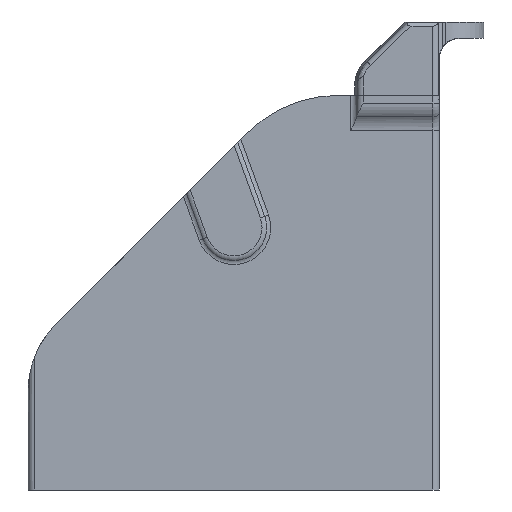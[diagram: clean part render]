
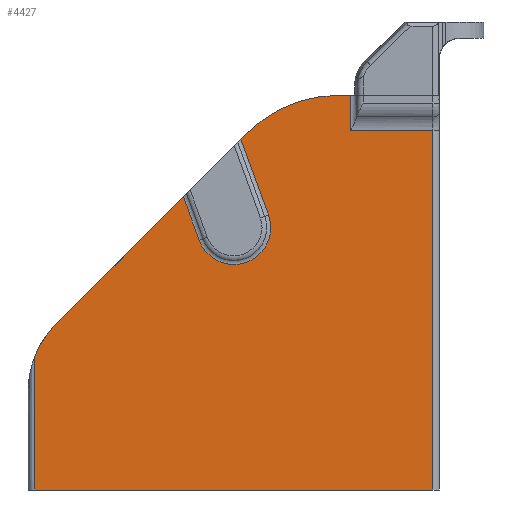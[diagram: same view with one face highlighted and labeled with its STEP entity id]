
A CAD part, front view. The second image highlights one B-rep face of the part: STEP entity #4427.
In plain terms, the highlighted planar face has unit normal (0, -1, 0).
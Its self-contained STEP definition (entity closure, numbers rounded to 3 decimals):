
#245=PLANE('',#4811);
#398=FACE_OUTER_BOUND('',#652,.T.);
#652=EDGE_LOOP('',(#3316,#3317,#3318,#3319,#3320,#3321,#3322,#3323,#3324,
#3325,#3326,#3327,#3328));
#931=LINE('',#6921,#1302);
#964=LINE('',#7068,#1335);
#967=LINE('',#7086,#1338);
#971=LINE('',#7104,#1342);
#972=LINE('',#7105,#1343);
#973=LINE('',#7109,#1344);
#974=LINE('',#7111,#1345);
#975=LINE('',#7115,#1346);
#976=LINE('',#7116,#1347);
#977=LINE('',#7117,#1348);
#1302=VECTOR('',#5471,10.);
#1335=VECTOR('',#5576,10.);
#1338=VECTOR('',#5599,10.);
#1342=VECTOR('',#5609,10.);
#1343=VECTOR('',#5610,10.);
#1344=VECTOR('',#5613,10.);
#1345=VECTOR('',#5614,4.);
#1346=VECTOR('',#5617,4.);
#1347=VECTOR('',#5618,10.);
#1348=VECTOR('',#5619,10.);
#1653=CIRCLE('',#4810,57.);
#1654=CIRCLE('',#4812,80.);
#1655=CIRCLE('',#4813,22.409);
#1879=VERTEX_POINT('',#6918);
#1880=VERTEX_POINT('',#6920);
#1919=VERTEX_POINT('',#7061);
#1922=VERTEX_POINT('',#7066);
#1926=VERTEX_POINT('',#7083);
#1927=VERTEX_POINT('',#7085);
#1929=VERTEX_POINT('',#7098);
#1930=VERTEX_POINT('',#7103);
#1931=VERTEX_POINT('',#7106);
#1932=VERTEX_POINT('',#7108);
#1933=VERTEX_POINT('',#7110);
#1934=VERTEX_POINT('',#7112);
#1935=VERTEX_POINT('',#7114);
#2373=EDGE_CURVE('',#1880,#1879,#931,.T.);
#2433=EDGE_CURVE('',#1922,#1919,#964,.T.);
#2442=EDGE_CURVE('',#1926,#1927,#967,.T.);
#2445=EDGE_CURVE('',#1927,#1929,#1653,.T.);
#2448=EDGE_CURVE('',#1930,#1922,#971,.T.);
#2449=EDGE_CURVE('',#1880,#1930,#972,.T.);
#2450=EDGE_CURVE('',#1931,#1879,#1654,.T.);
#2451=EDGE_CURVE('',#1931,#1932,#973,.T.);
#2452=EDGE_CURVE('',#1933,#1932,#974,.T.);
#2453=EDGE_CURVE('',#1934,#1933,#1655,.T.);
#2454=EDGE_CURVE('',#1935,#1934,#975,.T.);
#2455=EDGE_CURVE('',#1935,#1929,#976,.T.);
#2456=EDGE_CURVE('',#1926,#1919,#977,.T.);
#3316=ORIENTED_EDGE('',*,*,#2433,.F.);
#3317=ORIENTED_EDGE('',*,*,#2448,.F.);
#3318=ORIENTED_EDGE('',*,*,#2449,.F.);
#3319=ORIENTED_EDGE('',*,*,#2373,.T.);
#3320=ORIENTED_EDGE('',*,*,#2450,.F.);
#3321=ORIENTED_EDGE('',*,*,#2451,.T.);
#3322=ORIENTED_EDGE('',*,*,#2452,.F.);
#3323=ORIENTED_EDGE('',*,*,#2453,.F.);
#3324=ORIENTED_EDGE('',*,*,#2454,.F.);
#3325=ORIENTED_EDGE('',*,*,#2455,.T.);
#3326=ORIENTED_EDGE('',*,*,#2445,.F.);
#3327=ORIENTED_EDGE('',*,*,#2442,.F.);
#3328=ORIENTED_EDGE('',*,*,#2456,.T.);
#4427=ADVANCED_FACE('',(#398),#245,.F.);
#4810=AXIS2_PLACEMENT_3D('',#7099,#5603,#5604);
#4811=AXIS2_PLACEMENT_3D('',#7102,#5607,#5608);
#4812=AXIS2_PLACEMENT_3D('',#7107,#5611,#5612);
#4813=AXIS2_PLACEMENT_3D('',#7113,#5615,#5616);
#5471=DIRECTION('',(-1.,0.,0.));
#5576=DIRECTION('',(0.,0.,-1.));
#5599=DIRECTION('',(0.,0.,1.));
#5603=DIRECTION('center_axis',(0.,1.,0.));
#5604=DIRECTION('ref_axis',(-0.924,0.,0.383));
#5607=DIRECTION('center_axis',(0.,1.,0.));
#5608=DIRECTION('ref_axis',(1.,0.,0.));
#5609=DIRECTION('',(1.,0.,0.));
#5610=DIRECTION('',(0.,0.,-1.));
#5611=DIRECTION('center_axis',(0.,1.,0.));
#5612=DIRECTION('ref_axis',(-0.383,0.,0.924));
#5613=DIRECTION('',(-0.707,0.,-0.707));
#5614=DIRECTION('',(-0.342,0.,0.94));
#5615=DIRECTION('center_axis',(0.,-1.,0.));
#5616=DIRECTION('ref_axis',(-0.94,0.,-0.342));
#5617=DIRECTION('',(0.342,0.,-0.94));
#5618=DIRECTION('',(-0.707,0.,-0.707));
#5619=DIRECTION('',(1.,0.,0.));
#6918=CARTESIAN_POINT('',(64.137,-10.,80.5));
#6920=CARTESIAN_POINT('',(71.,-10.,80.5));
#6921=CARTESIAN_POINT('',(125.,-10.,80.5));
#7061=CARTESIAN_POINT('',(121.,-10.,-159.5));
#7066=CARTESIAN_POINT('',(121.,-10.,59.115));
#7068=CARTESIAN_POINT('',(121.,-10.,-99.5));
#7083=CARTESIAN_POINT('',(-121.,-10.,-159.5));
#7085=CARTESIAN_POINT('',(-121.,-10.,-78.134));
#7086=CARTESIAN_POINT('',(-121.,-10.,-57.5));
#7098=CARTESIAN_POINT('',(-108.305,-10.,-58.805));
#7099=CARTESIAN_POINT('Origin',(-68.,-10.,-99.11));
#7102=CARTESIAN_POINT('Origin',(0.,-10.,-39.5));
#7103=CARTESIAN_POINT('',(71.,-10.,59.115));
#7104=CARTESIAN_POINT('',(18.75,-10.,59.115));
#7105=CARTESIAN_POINT('',(71.,-10.,20.5));
#7106=CARTESIAN_POINT('',(7.569,-10.,57.069));
#7107=CARTESIAN_POINT('Origin',(64.137,-10.,0.5));
#7108=CARTESIAN_POINT('',(4.275,-10.,53.775));
#7109=CARTESIAN_POINT('',(-125.,-10.,-75.5));
#7110=CARTESIAN_POINT('',(21.058,-10.,7.664));
#7111=CARTESIAN_POINT('',(21.382,-10.,6.773));
#7112=CARTESIAN_POINT('',(-21.058,-10.,-7.664));
#7113=CARTESIAN_POINT('Origin',(0.,-10.,0.));
#7114=CARTESIAN_POINT('',(-30.693,-10.,18.807));
#7115=CARTESIAN_POINT('',(-23.286,-10.,-1.542));
#7116=CARTESIAN_POINT('',(-125.,-10.,-75.5));
#7117=CARTESIAN_POINT('',(125.,-10.,-159.5));
